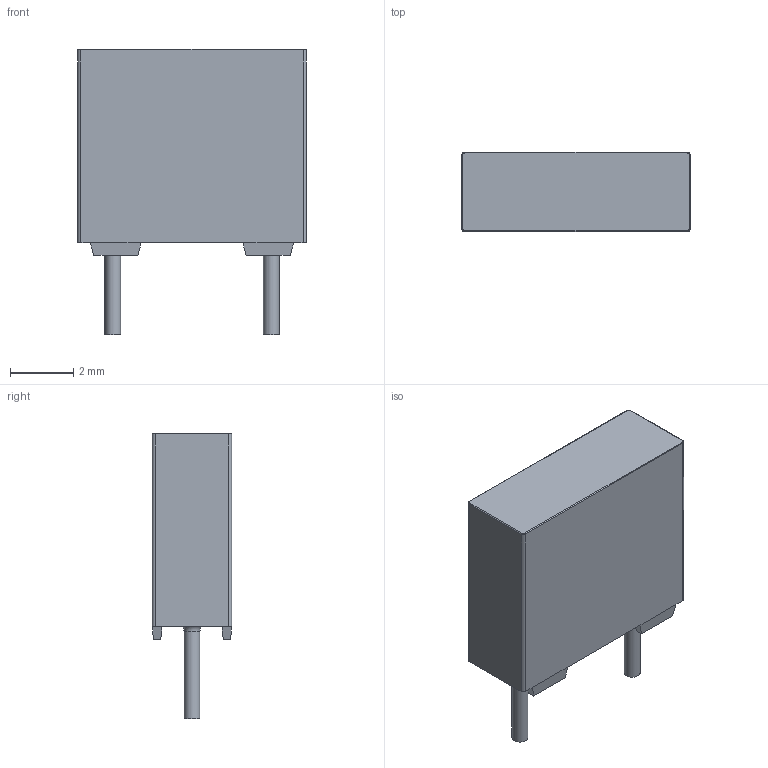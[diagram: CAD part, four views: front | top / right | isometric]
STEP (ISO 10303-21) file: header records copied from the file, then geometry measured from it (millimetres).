
FILE_DESCRIPTION(/* description */ (''),/* implementation_level */ '2;1');
FILE_NAME(/* name */ 'C_Rect_L7.2xW2.5_P5mm.step',/* time_stamp */ '2021-12-21T10:37:04+05:00',/* author */ (''),/* organization */ (''),/* preprocessor_version */ 'ST-DEVELOPER v18.1',/* originating_system */ 'Autodesk Translation Framework v10.10.0.1391',/* authorisation */ '');
FILE_SCHEMA (('AUTOMOTIVE_DESIGN { 1 0 10303 214 3 1 1 }'));
Length unit declared in the file: millimetre
Products named in the file (1): C_Rect_L7.2xW2.5_P6.5mm
Bounding box: 7.2 x 2.5 x 9 mm (x, y, z)
Volume: 110.2 mm3; surface area: 167 mm2
Topology: 1 solids, 1 shells, 56 faces, 127 edges, 72 vertices
Faces by surface type: plane 30, cylinder 17, torus 6, bspline 3
Full cylindrical faces by diameter (mm): 0.5 x2
Entity records: 1815 total; most frequent: CARTESIAN_POINT 472, DIRECTION 261, ORIENTED_EDGE 248, EDGE_CURVE 124, AXIS2_PLACEMENT_3D 89, LINE 83, VECTOR 83, VERTEX_POINT 72
